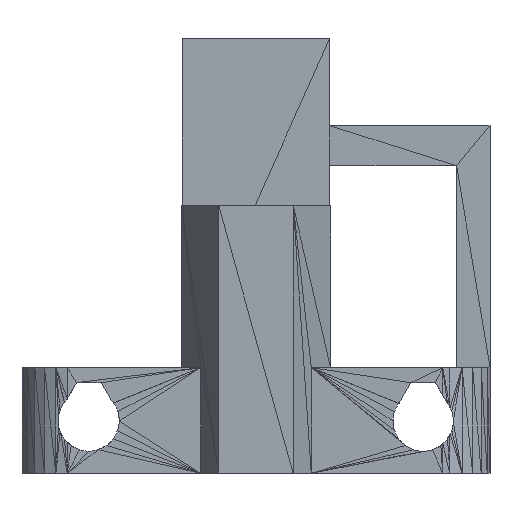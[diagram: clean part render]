
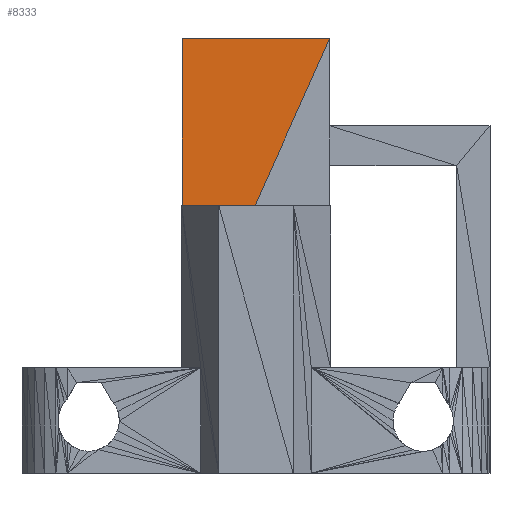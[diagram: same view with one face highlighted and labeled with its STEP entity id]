
A CAD part, front view. The second image highlights one B-rep face of the part: STEP entity #8333.
In plain terms, the highlighted planar face has unit normal (0, -1, 0).
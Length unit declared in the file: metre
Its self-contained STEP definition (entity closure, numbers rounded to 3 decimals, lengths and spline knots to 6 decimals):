
#1057 = EDGE_LOOP ( 'NONE', ( #7192, #7193, #7191 ) ) ;
#5689 = VERTEX_POINT ( 'NONE', #14132 ) ;
#5791 = VERTEX_POINT ( 'NONE', #14234 ) ;
#5792 = VERTEX_POINT ( 'NONE', #14235 ) ;
#7191 = ORIENTED_EDGE ( 'NONE', *, *, #8093, .T. ) ;
#7192 = ORIENTED_EDGE ( 'NONE', *, *, #8092, .T. ) ;
#7193 = ORIENTED_EDGE ( 'NONE', *, *, #8210, .F. ) ;
#8092 = EDGE_CURVE ( 'NONE', #5689, #5791, #15579, .T. ) ;
#8093 = EDGE_CURVE ( 'NONE', #5792, #5689, #15580, .T. ) ;
#8210 = EDGE_CURVE ( 'NONE', #5792, #5791, #15684, .T. ) ;
#8333 = ADVANCED_FACE ( 'NONE', ( #15779 ), #17834, .T. ) ;
#14132 = CARTESIAN_POINT ( 'NONE',  ( 7.819357, -13.408562, 17.909158 ) ) ;
#14234 = CARTESIAN_POINT ( 'NONE',  ( 7.797317, -13.408562, 17.909158 ) ) ;
#14235 = CARTESIAN_POINT ( 'NONE',  ( 7.797317, -13.408562, 17.859958 ) ) ;
#15579 = LINE ( 'NONE', #17174, #18062 ) ;
#15580 = LINE ( 'NONE', #17176, #18063 ) ;
#15684 = LINE ( 'NONE', #17529, #18189 ) ;
#15779 = FACE_OUTER_BOUND ( 'NONE', #1057, .T. ) ;
#17174 = CARTESIAN_POINT ( 'NONE',  ( 7.819357, -13.408562, 17.909158 ) ) ;
#17175 = DIRECTION ( 'NONE',  ( -1., 0., 0. ) ) ;
#17176 = CARTESIAN_POINT ( 'NONE',  ( 7.797317, -13.408562, 17.859958 ) ) ;
#17177 = DIRECTION ( 'NONE',  ( 0.409, 0., 0.913 ) ) ;
#17529 = CARTESIAN_POINT ( 'NONE',  ( 7.797317, -13.408562, 17.859958 ) ) ;
#17530 = DIRECTION ( 'NONE',  ( 0., 0., 1. ) ) ;
#17834 = PLANE ( 'NONE',  #18308 ) ;
#17835 = CARTESIAN_POINT ( 'NONE',  ( 7.797317, -13.408562, 17.909158 ) ) ;
#17836 = DIRECTION ( 'NONE',  ( 0., -1., 0. ) ) ;
#17837 = DIRECTION ( 'NONE',  ( 0., 0., -1. ) ) ;
#18062 = VECTOR ( 'NONE', #17175, 1. ) ;
#18063 = VECTOR ( 'NONE', #17177, 1. ) ;
#18189 = VECTOR ( 'NONE', #17530, 1. ) ;
#18308 = AXIS2_PLACEMENT_3D ( 'NONE', #17835, #17836, #17837 ) ;
